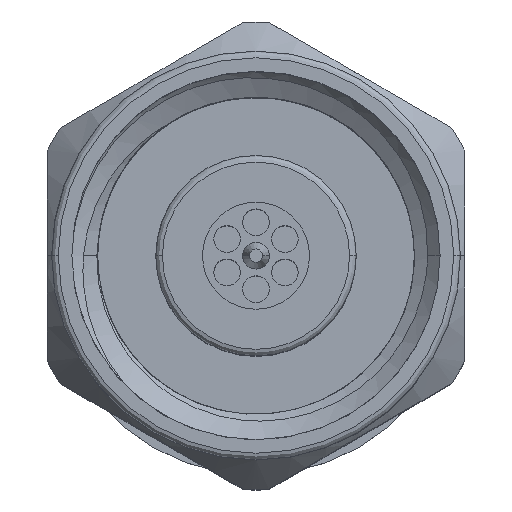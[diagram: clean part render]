
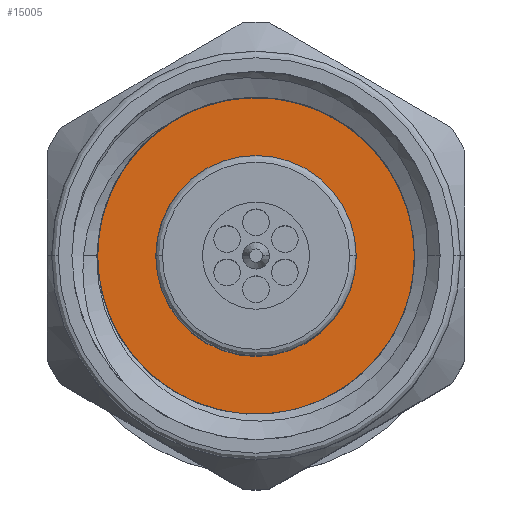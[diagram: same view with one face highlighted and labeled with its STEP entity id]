
A CAD part, top view. The second image highlights one B-rep face of the part: STEP entity #15005.
In plain terms, the highlighted face is planar.
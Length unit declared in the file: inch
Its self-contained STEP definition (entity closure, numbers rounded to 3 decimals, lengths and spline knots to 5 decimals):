
#404 = EDGE_CURVE ( 'NONE', #9665, #19768, #19089, .T. ) ;
#2264 = AXIS2_PLACEMENT_3D ( 'NONE', #16525, #16426, #2516 ) ;
#2516 = DIRECTION ( 'NONE',  ( 0., 0., 1. ) ) ;
#2973 = AXIS2_PLACEMENT_3D ( 'NONE', #18723, #7917, #10890 ) ;
#3445 = DIRECTION ( 'NONE',  ( 0., 0., 1. ) ) ;
#4130 = CARTESIAN_POINT ( 'NONE',  ( 0.3, 0., -0.1378 ) ) ;
#6639 = DIRECTION ( 'NONE',  ( -1., 0., 0. ) ) ;
#7917 = DIRECTION ( 'NONE',  ( -1., 0., 0. ) ) ;
#9665 = VERTEX_POINT ( 'NONE', #4130 ) ;
#9869 = ORIENTED_EDGE ( 'NONE', *, *, #404, .T. ) ;
#10244 = FACE_OUTER_BOUND ( 'NONE', #18227, .T. ) ;
#10890 = DIRECTION ( 'NONE',  ( 0., 0., 1. ) ) ;
#12052 = ORIENTED_EDGE ( 'NONE', *, *, #17011, .T. ) ;
#15005 = ADVANCED_FACE ( 'NONE', ( #10244 ), #19527, .T. ) ;
#15149 = AXIS2_PLACEMENT_3D ( 'NONE', #17538, #6639, #3445 ) ;
#16426 = DIRECTION ( 'NONE',  ( -1., 0., 0. ) ) ;
#16525 = CARTESIAN_POINT ( 'NONE',  ( 0.3, 0., 0. ) ) ;
#17011 = EDGE_CURVE ( 'NONE', #19768, #9665, #18430, .T. ) ;
#17538 = CARTESIAN_POINT ( 'NONE',  ( 0.3, 0., 0. ) ) ;
#18227 = EDGE_LOOP ( 'NONE', ( #12052, #9869 ) ) ;
#18430 = CIRCLE ( 'NONE', #15149, 0.1378 ) ;
#18723 = CARTESIAN_POINT ( 'NONE',  ( 0.3, 0., 0. ) ) ;
#19089 = CIRCLE ( 'NONE', #2973, 0.1378 ) ;
#19527 = PLANE ( 'NONE',  #2264 ) ;
#19768 = VERTEX_POINT ( 'NONE', #20176 ) ;
#20176 = CARTESIAN_POINT ( 'NONE',  ( 0.3, 0., 0.1378 ) ) ;
